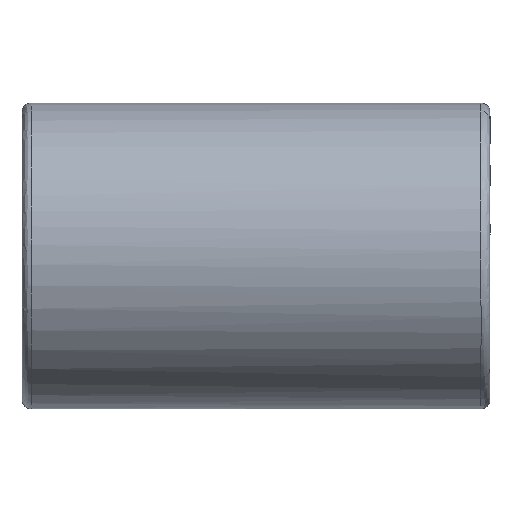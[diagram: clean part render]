
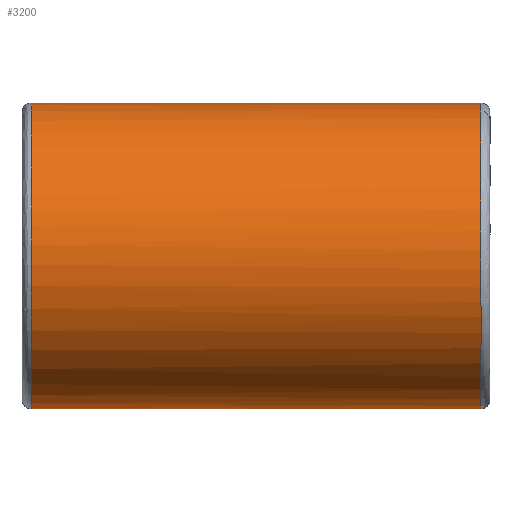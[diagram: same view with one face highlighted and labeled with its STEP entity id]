
A CAD part, front view. The second image highlights one B-rep face of the part: STEP entity #3200.
In plain terms, the highlighted free-form (B-spline) face has degree [3, 1] with [7, 2] control points.
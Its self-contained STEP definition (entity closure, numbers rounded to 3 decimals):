
#10 = CARTESIAN_POINT ('', (25.5, 0., 8.5));
#20 = VERTEX_POINT ('', #10);
#30 = CARTESIAN_POINT ('', (25.5, 8.5, 0.));
#40 = VERTEX_POINT ('', #30);
#50 = CARTESIAN_POINT ('', (25.5, 0., 8.5));
#60 = CARTESIAN_POINT ('', (25.5, 5.667, 8.5));
#70 = CARTESIAN_POINT ('', (25.5, 8.5, 4.25));
#80 = CARTESIAN_POINT ('', (25.5, 8.5, 0.));
#90 = (
   BOUNDED_CURVE ()
   B_SPLINE_CURVE (3, (#50, #60, #70, #80), .UNSPECIFIED., .F., .U.)
   B_SPLINE_CURVE_WITH_KNOTS ((4, 4), (0., 1.), .UNSPECIFIED.)
   CURVE ()
   GEOMETRIC_REPRESENTATION_ITEM ()
   RATIONAL_B_SPLINE_CURVE ((0.5, 0.5, 0.667, 1.))
   REPRESENTATION_ITEM ('')
);
#100 = EDGE_CURVE ('', #20, #40, #90, .T.);
#470 = CARTESIAN_POINT ('', (25.5, 8.5, 0.));
#480 = CARTESIAN_POINT ('', (25.5, 8.5, -17.));
#490 = CARTESIAN_POINT ('', (25.5, -8.5, -17.));
#500 = CARTESIAN_POINT ('', (25.5, -8.5, 0.));
#510 = CARTESIAN_POINT ('', (25.5, -8.5, 4.25));
#520 = CARTESIAN_POINT ('', (25.5, -5.667, 8.5));
#530 = CARTESIAN_POINT ('', (25.5, 0., 8.5));
#540 = (
   BOUNDED_CURVE ()
   B_SPLINE_CURVE (3, (#470, #480, #490, #500, #510, #520, #530), .UNSPECIFIED., .F., .U.)
   B_SPLINE_CURVE_WITH_KNOTS ((4, 3, 4), (0., 0.667, 1.), .UNSPECIFIED.)
   CURVE ()
   GEOMETRIC_REPRESENTATION_ITEM ()
   RATIONAL_B_SPLINE_CURVE ((1., 0.333, 0.333, 1., 0.667, 0.5, 0.5))
   REPRESENTATION_ITEM ('')
);
#550 = EDGE_CURVE ('', #40, #20, #540, .T.);
#2300 = CARTESIAN_POINT ('', (0.5, 0., 8.5));
#2310 = VERTEX_POINT ('', #2300);
#2390 = CARTESIAN_POINT ('', (0.5, 8.5, 0.));
#2400 = VERTEX_POINT ('', #2390);
#2410 = CARTESIAN_POINT ('', (0.5, 8.5, 0.));
#2420 = CARTESIAN_POINT ('', (0.5, 8.5, 4.25));
#2430 = CARTESIAN_POINT ('', (0.5, 5.667, 8.5));
#2440 = CARTESIAN_POINT ('', (0.5, 0., 8.5));
#2450 = (
   BOUNDED_CURVE ()
   B_SPLINE_CURVE (3, (#2410, #2420, #2430, #2440), .UNSPECIFIED., .F., .U.)
   B_SPLINE_CURVE_WITH_KNOTS ((4, 4), (0., 1.), .UNSPECIFIED.)
   CURVE ()
   GEOMETRIC_REPRESENTATION_ITEM ()
   RATIONAL_B_SPLINE_CURVE ((1., 0.667, 0.5, 0.5))
   REPRESENTATION_ITEM ('')
);
#2460 = EDGE_CURVE ('', #2400, #2310, #2450, .T.);
#2480 = CARTESIAN_POINT ('', (0.5, 0., 8.5));
#2490 = CARTESIAN_POINT ('', (0.5, -5.667, 8.5));
#2500 = CARTESIAN_POINT ('', (0.5, -8.5, 4.25));
#2510 = CARTESIAN_POINT ('', (0.5, -8.5, 0.));
#2520 = CARTESIAN_POINT ('', (0.5, -8.5, -17.));
#2530 = CARTESIAN_POINT ('', (0.5, 8.5, -17.));
#2540 = CARTESIAN_POINT ('', (0.5, 8.5, 0.));
#2550 = (
   BOUNDED_CURVE ()
   B_SPLINE_CURVE (3, (#2480, #2490, #2500, #2510, #2520, #2530, #2540), .UNSPECIFIED., .F., .U.)
   B_SPLINE_CURVE_WITH_KNOTS ((4, 3, 4), (0., 0.333, 1.), .UNSPECIFIED.)
   CURVE ()
   GEOMETRIC_REPRESENTATION_ITEM ()
   RATIONAL_B_SPLINE_CURVE ((0.5, 0.5, 0.667, 1., 0.333, 0.333, 1.))
   REPRESENTATION_ITEM ('')
);
#2560 = EDGE_CURVE ('', #2310, #2400, #2550, .T.);
#2930 = ORIENTED_EDGE ('', *, *, #100, .T.);
#2940 = CARTESIAN_POINT ('', (25.5, 8.5, 0.));
#2950 = CARTESIAN_POINT ('', (0.5, 8.5, 0.));
#2960 = B_SPLINE_CURVE_WITH_KNOTS ('', 1, (#2940, #2950), .UNSPECIFIED., .F., .U., (2, 2), (0., 1.), .UNSPECIFIED.);
#2970 = EDGE_CURVE ('', #40, #2400, #2960, .T.);
#2980 = ORIENTED_EDGE ('', *, *, #2970, .T.);
#2990 = ORIENTED_EDGE ('', *, *, #2460, .T.);
#3000 = ORIENTED_EDGE ('', *, *, #2560, .T.);
#3010 = ORIENTED_EDGE ('', *, *, #2970, .F.);
#3020 = ORIENTED_EDGE ('', *, *, #550, .T.);
#3030 = EDGE_LOOP ('', (#2930, #2980, #2990, #3000, #3010, #3020));
#3040 = FACE_OUTER_BOUND ('', #3030, .T.);
#3050 = CARTESIAN_POINT ('', (-2., 8.5, 0.));
#3060 = CARTESIAN_POINT ('', (28., 8.5, 0.));
#3070 = CARTESIAN_POINT ('', (-2., 8.5, 17.));
#3080 = CARTESIAN_POINT ('', (28., 8.5, 17.));
#3090 = CARTESIAN_POINT ('', (-2., -8.5, 17.));
#3100 = CARTESIAN_POINT ('', (28., -8.5, 17.));
#3110 = CARTESIAN_POINT ('', (-2., -8.5, 0.));
#3120 = CARTESIAN_POINT ('', (28., -8.5, 0.));
#3130 = CARTESIAN_POINT ('', (-2., -8.5, -17.));
#3140 = CARTESIAN_POINT ('', (28., -8.5, -17.));
#3150 = CARTESIAN_POINT ('', (-2., 8.5, -17.));
#3160 = CARTESIAN_POINT ('', (28., 8.5, -17.));
#3170 = CARTESIAN_POINT ('', (-2., 8.5, 0.));
#3180 = CARTESIAN_POINT ('', (28., 8.5, 0.));
#3190 = (
   BOUNDED_SURFACE ()
   B_SPLINE_SURFACE (3, 1, ((#3050, #3060), (#3070, #3080), (#3090, #3100), (#3110, #3120), (#3130, #3140), (#3150, #3160), (#3170, #3180)), .UNSPECIFIED., .T., .F., .U.)
   B_SPLINE_SURFACE_WITH_KNOTS ((4, 3, 4), (2, 2), (0., 0.5, 1.), (0., 1.), .UNSPECIFIED.)
   SURFACE ()
   GEOMETRIC_REPRESENTATION_ITEM ()
   RATIONAL_B_SPLINE_SURFACE (((1., 1.), (0.333, 0.333), (0.333, 0.333), (1., 1.), (0.333, 0.333), (0.333, 0.333), (1., 1.)))
   REPRESENTATION_ITEM ('')
);
#3200 = ADVANCED_FACE ('', (#3040), #3190, .T.);
